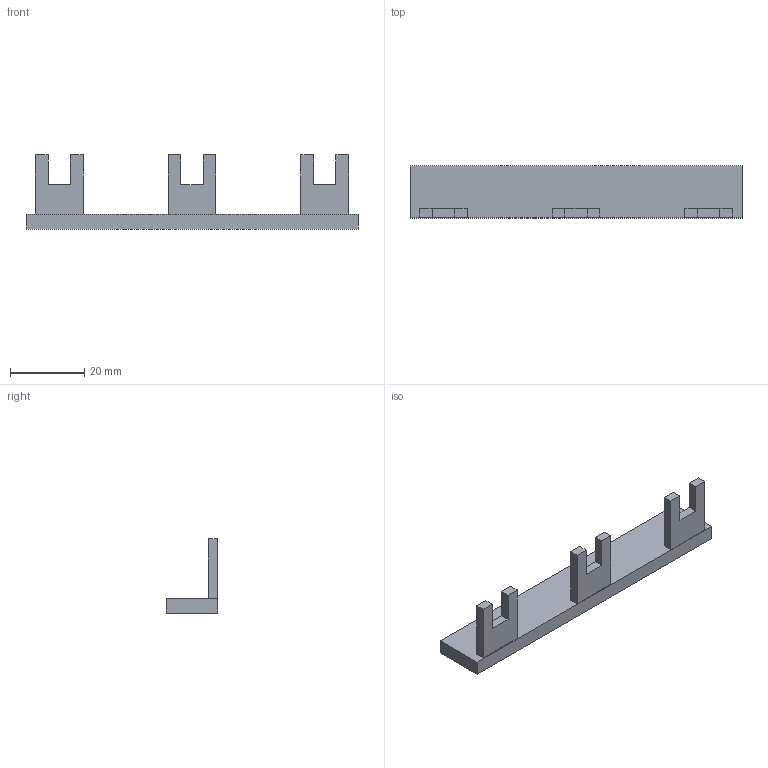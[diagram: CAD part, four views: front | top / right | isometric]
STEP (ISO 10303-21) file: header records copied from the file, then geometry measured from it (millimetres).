
FILE_DESCRIPTION(('CATIA V5 STEP Exchange','CAx-IF Rec.Pracs.--- Model Styling and Organization---1.4--- 2014-01-23'),'2;1');
FILE_NAME ('D1452811_2_1561970000_1561970000.stp','2023-02-02T10:07:05+00:00',('none'),('Weidmueller'),'CATIA Version 5-6 Release 2016 SP3 HF44','CATIA V5 STEP AP214','none');
FILE_SCHEMA(('AUTOMOTIVE_DESIGN { 1 0 10303 214 1 1 1 1 }'));
Length unit declared in the file: millimetre
Products named in the file (1): 1561970000_WQB_WPD_X05-3
Bounding box: 89.39 x 14 x 20 mm (x, y, z)
Volume: 6155.8 mm3; surface area: 4816.2 mm2
Topology: 4 solids, 4 shells, 36 faces, 84 edges, 56 vertices
Faces by surface type: plane 36
Entity records: 1061 total; most frequent: CARTESIAN_POINT 175, ORIENTED_EDGE 168, DIRECTION 152, VECTOR 84, EDGE_CURVE 84, LINE 84, VERTEX_POINT 56, ADVANCED_FACE 36
